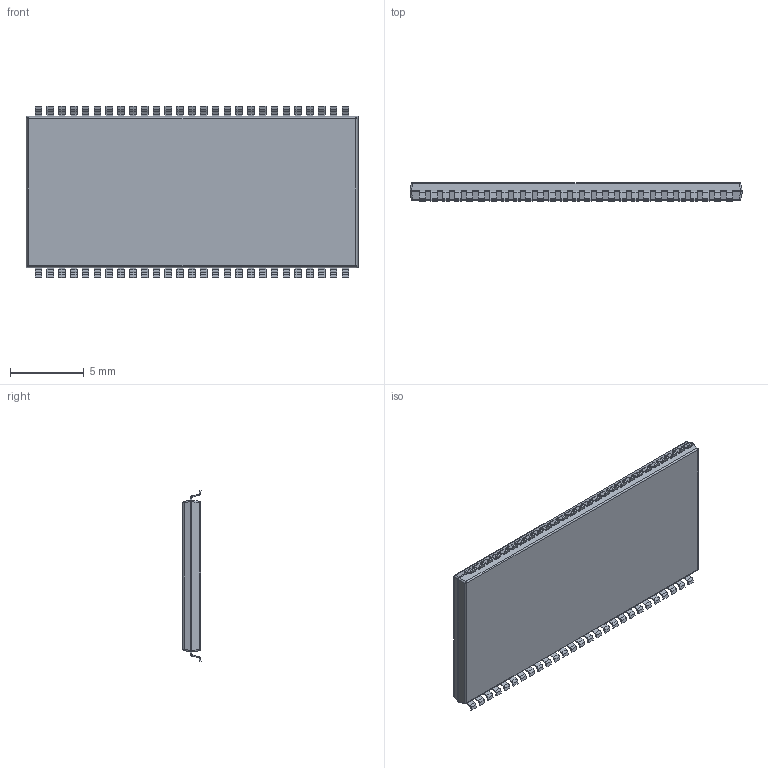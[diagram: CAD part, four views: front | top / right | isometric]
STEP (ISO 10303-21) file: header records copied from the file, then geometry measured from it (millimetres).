
FILE_DESCRIPTION (( 'STEP AP214' ), '1' );
FILE_NAME ('TSOP54_PIN_Package_Code_T.STEP', '2015-05-01T18:21:08', ( '' ), ( '' ), 'SwSTEP 2.0', 'SolidWorks 2013', '' );
FILE_SCHEMA (( 'AUTOMOTIVE_DESIGN' ));
Length unit declared in the file: millimetre
Products named in the file (1): TSOP54_PIN_Package_Code_T
Bounding box: 22.5 x 1.24 x 11.59 mm (x, y, z)
Volume: 276.5 mm3; surface area: 587.4 mm2
Topology: 1 solids, 1 shells, 743 faces, 2042 edges, 1348 vertices
Faces by surface type: plane 501, cylinder 234, sphere 8
Entity records: 31258 total; most frequent: CARTESIAN_POINT 4195, ORIENTED_EDGE 4068, DIRECTION 3962, EDGE_CURVE 2034, VECTOR 1554, LINE 1554, VERTEX_POINT 1348, AXIS2_PLACEMENT_3D 1204
